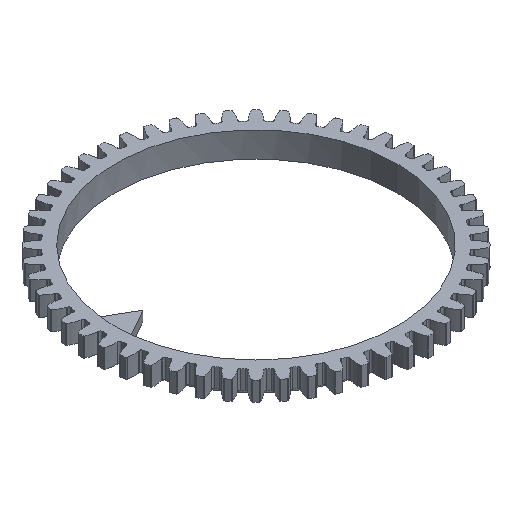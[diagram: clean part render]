
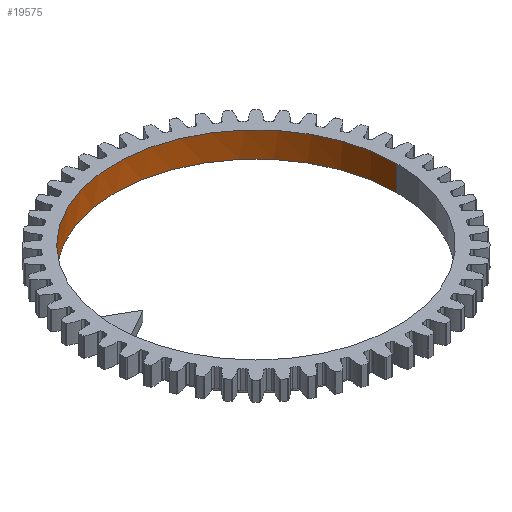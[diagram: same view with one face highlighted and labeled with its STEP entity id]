
A CAD part, isometric view. The second image highlights one B-rep face of the part: STEP entity #19575.
In plain terms, the highlighted cylindrical face has radius 23.368 mm (diameter 46.736 mm), a partial arc.
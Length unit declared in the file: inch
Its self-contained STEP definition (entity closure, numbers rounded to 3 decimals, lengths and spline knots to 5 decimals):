
#656 = EDGE_CURVE ( 'NONE', #14937, #9785, #13434, .T. ) ;
#1527 = EDGE_CURVE ( 'NONE', #10802, #7019, #36894, .T. ) ;
#2377 = DIRECTION ( 'NONE',  ( 0., 0., -1. ) ) ;
#3355 = AXIS2_PLACEMENT_3D ( 'NONE', #7672, #13828, #19578 ) ;
#4275 = DIRECTION ( 'NONE',  ( -1., 0., 0. ) ) ;
#4391 = EDGE_CURVE ( 'NONE', #36388, #10802, #22029, .T. ) ;
#6779 = AXIS2_PLACEMENT_3D ( 'NONE', #30018, #11063, #8187 ) ;
#6832 = CARTESIAN_POINT ( 'NONE',  ( 0., 0., -0.04 ) ) ;
#6969 = AXIS2_PLACEMENT_3D ( 'NONE', #6832, #13606, #38124 ) ;
#7019 = VERTEX_POINT ( 'NONE', #23685 ) ;
#7672 = CARTESIAN_POINT ( 'NONE',  ( 0., 0., 0.125 ) ) ;
#8048 = CARTESIAN_POINT ( 'NONE',  ( 0.92, 0., -0.04 ) ) ;
#8187 = DIRECTION ( 'NONE',  ( -1., 0., 0. ) ) ;
#9233 = ORIENTED_EDGE ( 'NONE', *, *, #4391, .T. ) ;
#9785 = VERTEX_POINT ( 'NONE', #17447 ) ;
#10148 = DIRECTION ( 'NONE',  ( 0., 0., 1. ) ) ;
#10725 = EDGE_CURVE ( 'NONE', #9785, #22133, #21411, .T. ) ;
#10802 = VERTEX_POINT ( 'NONE', #15502 ) ;
#11063 = DIRECTION ( 'NONE',  ( 0., 0., -1. ) ) ;
#13434 = LINE ( 'NONE', #38588, #33466 ) ;
#13606 = DIRECTION ( 'NONE',  ( 0., 0., 1. ) ) ;
#13828 = DIRECTION ( 'NONE',  ( 0., 0., 1. ) ) ;
#14000 = CIRCLE ( 'NONE', #6779, 0.92 ) ;
#14479 = EDGE_CURVE ( 'NONE', #14937, #36388, #14000, .T. ) ;
#14937 = VERTEX_POINT ( 'NONE', #29329 ) ;
#15502 = CARTESIAN_POINT ( 'NONE',  ( 0.92, 0., 0.125 ) ) ;
#16601 = CARTESIAN_POINT ( 'NONE',  ( 0., 0., 0.0625 ) ) ;
#17447 = CARTESIAN_POINT ( 'NONE',  ( -0.92, 0., 0.0625 ) ) ;
#17578 = CARTESIAN_POINT ( 'NONE',  ( -0.91435, 0.10182, 0.0625 ) ) ;
#18209 = LINE ( 'NONE', #21726, #35331 ) ;
#18425 = ORIENTED_EDGE ( 'NONE', *, *, #1527, .T. ) ;
#19088 = EDGE_LOOP ( 'NONE', ( #26073, #39236, #9233, #18425, #22570, #22004 ) ) ;
#19575 = ADVANCED_FACE ( 'NONE', ( #37920 ), #35217, .F. ) ;
#19578 = DIRECTION ( 'NONE',  ( 1., 0., 0. ) ) ;
#20951 = EDGE_CURVE ( 'NONE', #7019, #22133, #18209, .T. ) ;
#21411 = CIRCLE ( 'NONE', #39821, 0.92 ) ;
#21726 = CARTESIAN_POINT ( 'NONE',  ( -0.91435, 0.10182, 0.125 ) ) ;
#22004 = ORIENTED_EDGE ( 'NONE', *, *, #10725, .F. ) ;
#22029 = LINE ( 'NONE', #34555, #37553 ) ;
#22133 = VERTEX_POINT ( 'NONE', #17578 ) ;
#22570 = ORIENTED_EDGE ( 'NONE', *, *, #20951, .T. ) ;
#23685 = CARTESIAN_POINT ( 'NONE',  ( -0.91435, 0.10182, 0.125 ) ) ;
#25965 = DIRECTION ( 'NONE',  ( 0., 0., 1. ) ) ;
#26073 = ORIENTED_EDGE ( 'NONE', *, *, #656, .F. ) ;
#29329 = CARTESIAN_POINT ( 'NONE',  ( -0.92, 0., -0.04 ) ) ;
#30018 = CARTESIAN_POINT ( 'NONE',  ( 0., 0., -0.04 ) ) ;
#30529 = DIRECTION ( 'NONE',  ( 0., 0., -1. ) ) ;
#33466 = VECTOR ( 'NONE', #10148, 39.37008 ) ;
#34555 = CARTESIAN_POINT ( 'NONE',  ( 0.92, 0., -0.04 ) ) ;
#35217 = CYLINDRICAL_SURFACE ( 'NONE', #6969, 0.92 ) ;
#35331 = VECTOR ( 'NONE', #2377, 39.37008 ) ;
#36388 = VERTEX_POINT ( 'NONE', #8048 ) ;
#36894 = CIRCLE ( 'NONE', #3355, 0.92 ) ;
#37553 = VECTOR ( 'NONE', #25965, 39.37008 ) ;
#37920 = FACE_OUTER_BOUND ( 'NONE', #19088, .T. ) ;
#38124 = DIRECTION ( 'NONE',  ( 1., 0., 0. ) ) ;
#38588 = CARTESIAN_POINT ( 'NONE',  ( -0.92, 0., -0.04 ) ) ;
#39236 = ORIENTED_EDGE ( 'NONE', *, *, #14479, .T. ) ;
#39821 = AXIS2_PLACEMENT_3D ( 'NONE', #16601, #30529, #4275 ) ;
